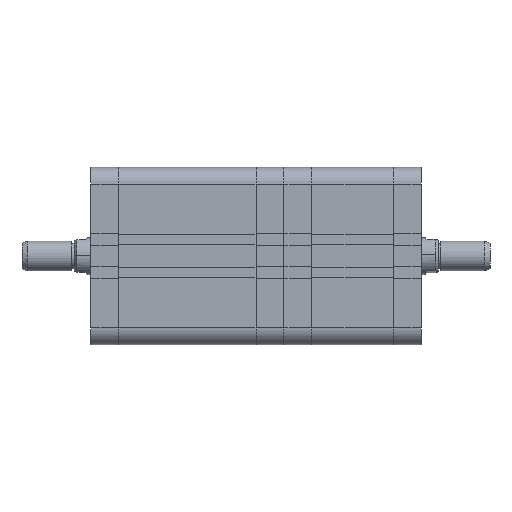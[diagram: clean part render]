
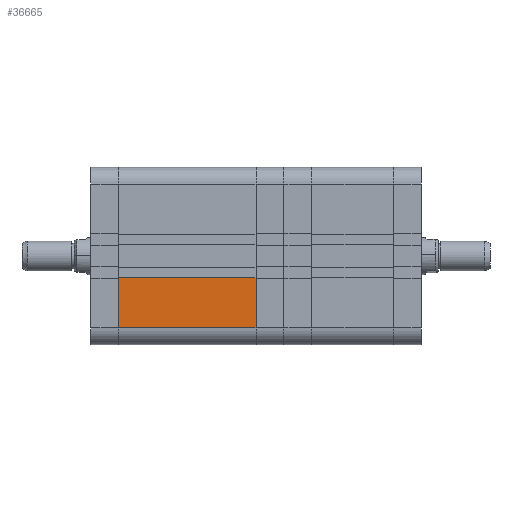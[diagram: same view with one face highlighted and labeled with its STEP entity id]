
A CAD part, front view. The second image highlights one B-rep face of the part: STEP entity #36665.
In plain terms, the highlighted planar face has unit normal (0, -1, 0).
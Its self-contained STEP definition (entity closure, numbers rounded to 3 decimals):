
#735 = CARTESIAN_POINT ( 'NONE',  ( 74., -47.75, -11.8 ) ) ;
#1018 = DIRECTION ( 'NONE',  ( 0., 0., 1. ) ) ;
#1028 = CARTESIAN_POINT ( 'NONE',  ( 0., -47.75, -11.8 ) ) ;
#2513 = ORIENTED_EDGE ( 'NONE', *, *, #20102, .T. ) ;
#3523 = DIRECTION ( 'NONE',  ( 1., 0., 0. ) ) ;
#5181 = VERTEX_POINT ( 'NONE', #1028 ) ;
#5343 = EDGE_CURVE ( 'NONE', #19279, #22009, #26227, .T. ) ;
#6011 = AXIS2_PLACEMENT_3D ( 'NONE', #11087, #10277, #1018 ) ;
#7320 = PLANE ( 'NONE',  #6011 ) ;
#9016 = DIRECTION ( 'NONE',  ( 0., 0., -1. ) ) ;
#10277 = DIRECTION ( 'NONE',  ( 0., 1., 0. ) ) ;
#11087 = CARTESIAN_POINT ( 'NONE',  ( 74., -47.75, -47.75 ) ) ;
#12003 = VECTOR ( 'NONE', #9016, 1000. ) ;
#12486 = DIRECTION ( 'NONE',  ( 0., 0., -1. ) ) ;
#16229 = EDGE_LOOP ( 'NONE', ( #33127, #2513, #27700, #32346 ) ) ;
#16804 = EDGE_CURVE ( 'NONE', #30011, #5181, #38068, .T. ) ;
#17261 = VECTOR ( 'NONE', #3523, 1000. ) ;
#18800 = LINE ( 'NONE', #41310, #29677 ) ;
#19279 = VERTEX_POINT ( 'NONE', #25694 ) ;
#20102 = EDGE_CURVE ( 'NONE', #5181, #19279, #18800, .T. ) ;
#20831 = CARTESIAN_POINT ( 'NONE',  ( 74., -47.75, -38.75 ) ) ;
#21004 = LINE ( 'NONE', #40552, #12003 ) ;
#22009 = VERTEX_POINT ( 'NONE', #20831 ) ;
#25694 = CARTESIAN_POINT ( 'NONE',  ( 0., -47.75, -38.75 ) ) ;
#26227 = LINE ( 'NONE', #35669, #17261 ) ;
#27700 = ORIENTED_EDGE ( 'NONE', *, *, #5343, .T. ) ;
#27987 = DIRECTION ( 'NONE',  ( -1., 0., 0. ) ) ;
#29677 = VECTOR ( 'NONE', #12486, 1000. ) ;
#30011 = VERTEX_POINT ( 'NONE', #735 ) ;
#30910 = EDGE_CURVE ( 'NONE', #30011, #22009, #21004, .T. ) ;
#32346 = ORIENTED_EDGE ( 'NONE', *, *, #30910, .F. ) ;
#32489 = VECTOR ( 'NONE', #27987, 1000. ) ;
#33127 = ORIENTED_EDGE ( 'NONE', *, *, #16804, .T. ) ;
#34676 = CARTESIAN_POINT ( 'NONE',  ( 74.001, -47.75, -11.8 ) ) ;
#35669 = CARTESIAN_POINT ( 'NONE',  ( 74., -47.75, -38.75 ) ) ;
#36665 = ADVANCED_FACE ( 'NONE', ( #39900 ), #7320, .F. ) ;
#38068 = LINE ( 'NONE', #34676, #32489 ) ;
#39900 = FACE_OUTER_BOUND ( 'NONE', #16229, .T. ) ;
#40552 = CARTESIAN_POINT ( 'NONE',  ( 74., -47.75, -47.75 ) ) ;
#41310 = CARTESIAN_POINT ( 'NONE',  ( 0., -47.75, -47.75 ) ) ;
